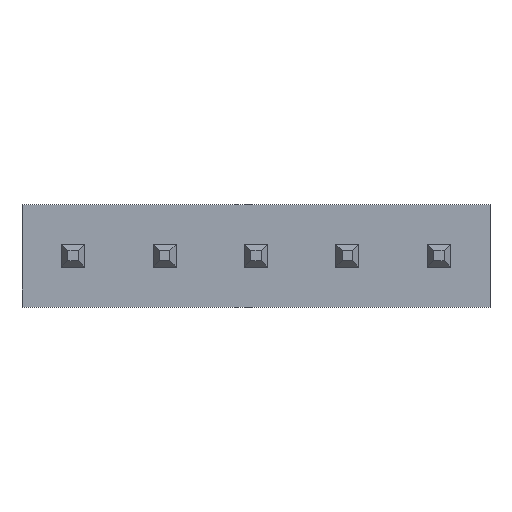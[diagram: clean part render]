
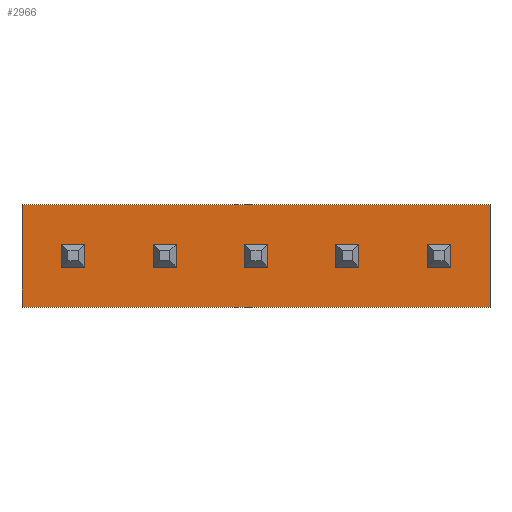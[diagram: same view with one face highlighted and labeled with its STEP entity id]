
A CAD part, top view. The second image highlights one B-rep face of the part: STEP entity #2966.
In plain terms, the highlighted planar face has unit normal (0, 0, 1).
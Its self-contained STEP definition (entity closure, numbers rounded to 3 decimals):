
#2841 = CARTESIAN_POINT ( 'NONE',  ( 11.58, 1.42, 2.54 ) ) ;
#2842 = VERTEX_POINT ( 'NONE', #2841 ) ;
#2849 = CARTESIAN_POINT ( 'NONE',  ( 11.58, -1.42, 2.54 ) ) ;
#2850 = VERTEX_POINT ( 'NONE', #2849 ) ;
#2851 = CARTESIAN_POINT ( 'NONE',  ( 11.58, -1.42, 2.54 ) ) ;
#2852 = DIRECTION ( 'NONE',  ( 0., 1., 0. ) ) ;
#2853 = VECTOR ( 'NONE', #2852, 1000. ) ;
#2854 = LINE ( 'NONE', #2851, #2853 ) ;
#2855 = EDGE_CURVE ( 'NONE', #2850, #2842, #2854, .T. ) ;
#2879 = CARTESIAN_POINT ( 'NONE',  ( -1.42, 1.42, 2.54 ) ) ;
#2880 = VERTEX_POINT ( 'NONE', #2879 ) ;
#2887 = CARTESIAN_POINT ( 'NONE',  ( -1.42, 1.42, 2.54 ) ) ;
#2888 = DIRECTION ( 'NONE',  ( -1., 0., 0. ) ) ;
#2889 = VECTOR ( 'NONE', #2888, 1000. ) ;
#2890 = LINE ( 'NONE', #2887, #2889 ) ;
#2891 = EDGE_CURVE ( 'NONE', #2842, #2880, #2890, .T. ) ;
#2910 = CARTESIAN_POINT ( 'NONE',  ( -1.42, -1.42, 2.54 ) ) ;
#2911 = VERTEX_POINT ( 'NONE', #2910 ) ;
#2918 = CARTESIAN_POINT ( 'NONE',  ( -1.42, -1.42, 2.54 ) ) ;
#2919 = DIRECTION ( 'NONE',  ( 0., -1., 0. ) ) ;
#2920 = VECTOR ( 'NONE', #2919, 1000. ) ;
#2921 = LINE ( 'NONE', #2918, #2920 ) ;
#2922 = EDGE_CURVE ( 'NONE', #2880, #2911, #2921, .T. ) ;
#2940 = CARTESIAN_POINT ( 'NONE',  ( -1.42, -1.42, 2.54 ) ) ;
#2941 = DIRECTION ( 'NONE',  ( 1., 0., 0. ) ) ;
#2942 = VECTOR ( 'NONE', #2941, 1000. ) ;
#2943 = LINE ( 'NONE', #2940, #2942 ) ;
#2944 = EDGE_CURVE ( 'NONE', #2911, #2850, #2943, .T. ) ;
#2955 = ORIENTED_EDGE ( 'NONE', *, *, #2855, .T. ) ;
#2956 = ORIENTED_EDGE ( 'NONE', *, *, #2891, .T. ) ;
#2957 = ORIENTED_EDGE ( 'NONE', *, *, #2922, .T. ) ;
#2958 = ORIENTED_EDGE ( 'NONE', *, *, #2944, .T. ) ;
#2959 = EDGE_LOOP ( 'NONE', ( #2955, #2956, #2957, #2958 ) ) ;
#2960 = FACE_OUTER_BOUND ( 'NONE', #2959, .T. ) ;
#2961 = CARTESIAN_POINT ( 'NONE',  ( 5.08, 0., 2.54 ) ) ;
#2962 = DIRECTION ( 'NONE',  ( 0., 0., -1. ) ) ;
#2963 = DIRECTION ( 'NONE',  ( 0., 1., 0. ) ) ;
#2964 = AXIS2_PLACEMENT_3D ( 'NONE', #2961, #2962, #2963 ) ;
#2965 = PLANE ( 'NONE', #2964 ) ;
#2966 = ADVANCED_FACE ( 'NONE', ( #2960 ), #2965, .F. ) ;
